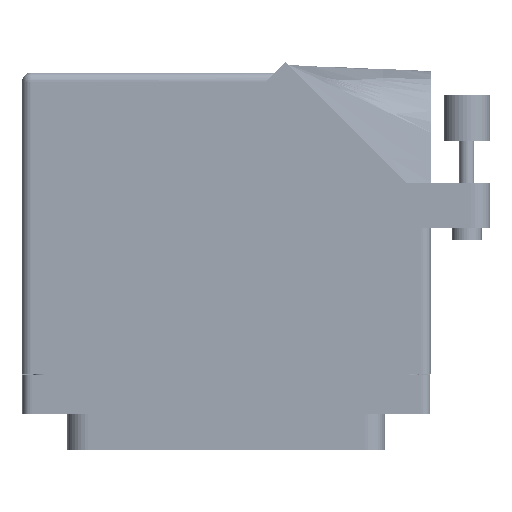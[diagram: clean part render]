
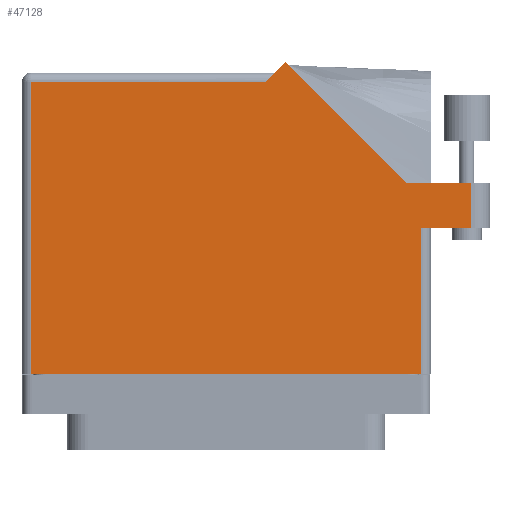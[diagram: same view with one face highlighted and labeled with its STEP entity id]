
A CAD part, front view. The second image highlights one B-rep face of the part: STEP entity #47128.
In plain terms, the highlighted face is planar.
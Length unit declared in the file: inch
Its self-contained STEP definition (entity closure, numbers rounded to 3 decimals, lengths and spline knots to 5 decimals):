
#1213 = VERTEX_POINT ( 'NONE', #25492 ) ;
#2219 = CARTESIAN_POINT ( 'NONE',  ( 1.3775, 0.88, 0.765 ) ) ;
#3551 = EDGE_CURVE ( 'NONE', #82805, #65115, #55168, .T. ) ;
#3574 = VECTOR ( 'NONE', #10710, 39.37008 ) ;
#4508 = ORIENTED_EDGE ( 'NONE', *, *, #89873, .T. ) ;
#4868 = VECTOR ( 'NONE', #5691, 39.37008 ) ;
#5691 = DIRECTION ( 'NONE',  ( -0.707, 0.707, 0. ) ) ;
#6261 = VERTEX_POINT ( 'NONE', #74433 ) ;
#7176 = DIRECTION ( 'NONE',  ( -1., 0., 0. ) ) ;
#10710 = DIRECTION ( 'NONE',  ( -1., 0., 0. ) ) ;
#11905 = CARTESIAN_POINT ( 'NONE',  ( 1.3155, 0.88, 0.765 ) ) ;
#12399 = LINE ( 'NONE', #65608, #18008 ) ;
#13054 = CARTESIAN_POINT ( 'NONE',  ( -1.3775, -0.1, 0.765 ) ) ;
#13593 = ORIENTED_EDGE ( 'NONE', *, *, #3551, .T. ) ;
#14030 = CARTESIAN_POINT ( 'NONE',  ( 0.3275, 1.93, 0.765 ) ) ;
#15152 = VECTOR ( 'NONE', #34048, 39.37008 ) ;
#15770 = DIRECTION ( 'NONE',  ( 0., -1., 0. ) ) ;
#18008 = VECTOR ( 'NONE', #15770, 39.37008 ) ;
#18692 = LINE ( 'NONE', #2219, #40919 ) ;
#19761 = CARTESIAN_POINT ( 'NONE',  ( 1.6525, 0.88, 0.765 ) ) ;
#25122 = CARTESIAN_POINT ( 'NONE',  ( 1.7775, 1.187, 0.765 ) ) ;
#25492 = CARTESIAN_POINT ( 'NONE',  ( -1.3155, -0.1, 0.765 ) ) ;
#26371 = CARTESIAN_POINT ( 'NONE',  ( 0.39821, 2.00071, 0.765 ) ) ;
#26518 = EDGE_CURVE ( 'NONE', #50327, #51191, #28211, .T. ) ;
#26772 = ORIENTED_EDGE ( 'NONE', *, *, #90745, .T. ) ;
#28211 = LINE ( 'NONE', #25122, #3574 ) ;
#28753 = PLANE ( 'NONE',  #49198 ) ;
#29270 = VERTEX_POINT ( 'NONE', #65277 ) ;
#29844 = FACE_OUTER_BOUND ( 'NONE', #69932, .T. ) ;
#31098 = ORIENTED_EDGE ( 'NONE', *, *, #44740, .T. ) ;
#33415 = CARTESIAN_POINT ( 'NONE',  ( 1.6525, 1.187, 0.765 ) ) ;
#34048 = DIRECTION ( 'NONE',  ( 1., 0., 0. ) ) ;
#35227 = LINE ( 'NONE', #14030, #78830 ) ;
#35391 = CARTESIAN_POINT ( 'NONE',  ( -1.3775, 1.868, 0.765 ) ) ;
#35750 = CARTESIAN_POINT ( 'NONE',  ( 1.6525, 1.187, 0.765 ) ) ;
#36298 = DIRECTION ( 'NONE',  ( -1., 0., 0. ) ) ;
#38716 = ORIENTED_EDGE ( 'NONE', *, *, #62774, .T. ) ;
#38877 = VECTOR ( 'NONE', #82586, 39.37008 ) ;
#40919 = VECTOR ( 'NONE', #59927, 39.37008 ) ;
#44740 = EDGE_CURVE ( 'NONE', #6261, #1213, #12399, .T. ) ;
#45056 = VECTOR ( 'NONE', #54852, 39.37008 ) ;
#46653 = ORIENTED_EDGE ( 'NONE', *, *, #60603, .T. ) ;
#47128 = ADVANCED_FACE ( 'NONE', ( #29844 ), #28753, .F. ) ;
#48168 = EDGE_CURVE ( 'NONE', #68033, #50327, #72519, .T. ) ;
#49198 = AXIS2_PLACEMENT_3D ( 'NONE', #79230, #63882, #36298 ) ;
#50327 = VERTEX_POINT ( 'NONE', #35750 ) ;
#51191 = VERTEX_POINT ( 'NONE', #67257 ) ;
#52265 = VECTOR ( 'NONE', #7176, 39.37008 ) ;
#54852 = DIRECTION ( 'NONE',  ( 0., 1., 0. ) ) ;
#55168 = LINE ( 'NONE', #11905, #45056 ) ;
#59558 = CARTESIAN_POINT ( 'NONE',  ( 1.3155, -0.1, 0.765 ) ) ;
#59927 = DIRECTION ( 'NONE',  ( 1., 0., 0. ) ) ;
#60603 = EDGE_CURVE ( 'NONE', #71566, #29270, #35227, .T. ) ;
#62774 = EDGE_CURVE ( 'NONE', #51191, #71566, #69897, .T. ) ;
#63882 = DIRECTION ( 'NONE',  ( 0., 0., -1. ) ) ;
#65115 = VERTEX_POINT ( 'NONE', #76545 ) ;
#65277 = CARTESIAN_POINT ( 'NONE',  ( 0.2655, 1.868, 0.765 ) ) ;
#65608 = CARTESIAN_POINT ( 'NONE',  ( -1.3155, -0.1, 0.765 ) ) ;
#67257 = CARTESIAN_POINT ( 'NONE',  ( 1.21192, 1.187, 0.765 ) ) ;
#68033 = VERTEX_POINT ( 'NONE', #19761 ) ;
#68200 = EDGE_CURVE ( 'NONE', #29270, #6261, #91394, .T. ) ;
#68911 = ORIENTED_EDGE ( 'NONE', *, *, #26518, .T. ) ;
#69342 = CARTESIAN_POINT ( 'NONE',  ( 1.21192, 1.187, 0.765 ) ) ;
#69897 = LINE ( 'NONE', #69342, #4868 ) ;
#69932 = EDGE_LOOP ( 'NONE', ( #4508, #85159, #68911, #38716, #46653, #80162, #31098, #26772, #13593 ) ) ;
#71566 = VERTEX_POINT ( 'NONE', #26371 ) ;
#72519 = LINE ( 'NONE', #33415, #38877 ) ;
#74433 = CARTESIAN_POINT ( 'NONE',  ( -1.3155, 1.868, 0.765 ) ) ;
#76545 = CARTESIAN_POINT ( 'NONE',  ( 1.3155, 0.88, 0.765 ) ) ;
#78830 = VECTOR ( 'NONE', #92626, 39.37008 ) ;
#79098 = LINE ( 'NONE', #13054, #15152 ) ;
#79230 = CARTESIAN_POINT ( 'NONE',  ( -1.3775, 1.93, 0.765 ) ) ;
#80162 = ORIENTED_EDGE ( 'NONE', *, *, #68200, .T. ) ;
#82586 = DIRECTION ( 'NONE',  ( 0., 1., 0. ) ) ;
#82805 = VERTEX_POINT ( 'NONE', #59558 ) ;
#85159 = ORIENTED_EDGE ( 'NONE', *, *, #48168, .T. ) ;
#89873 = EDGE_CURVE ( 'NONE', #65115, #68033, #18692, .T. ) ;
#90745 = EDGE_CURVE ( 'NONE', #1213, #82805, #79098, .T. ) ;
#91394 = LINE ( 'NONE', #35391, #52265 ) ;
#92626 = DIRECTION ( 'NONE',  ( -0.707, -0.707, 0. ) ) ;
